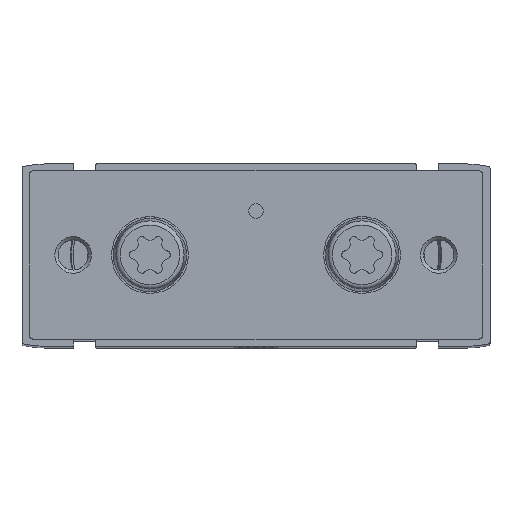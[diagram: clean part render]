
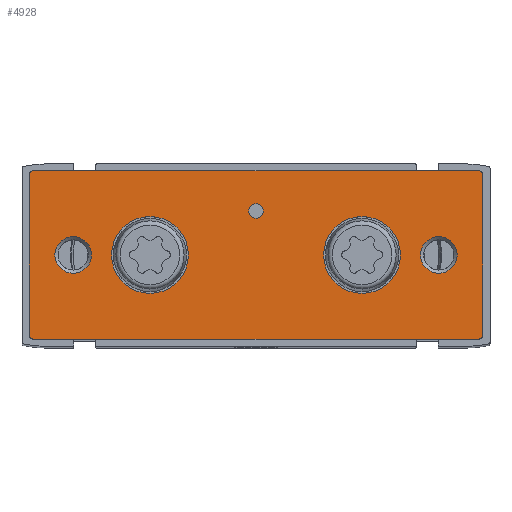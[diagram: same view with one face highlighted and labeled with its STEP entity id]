
A CAD part, top view. The second image highlights one B-rep face of the part: STEP entity #4928.
In plain terms, the highlighted planar face has unit normal (0, 0, 1).
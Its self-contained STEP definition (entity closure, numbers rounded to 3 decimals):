
#425=LINE('',#9357,#655);
#430=LINE('',#9371,#660);
#434=LINE('',#9387,#664);
#438=LINE('',#9399,#668);
#655=VECTOR('',#7649,1000.);
#660=VECTOR('',#7662,1000.);
#664=VECTOR('',#7678,1000.);
#668=VECTOR('',#7690,1000.);
#1405=ORIENTED_EDGE('',*,*,#2383,.T.);
#1406=ORIENTED_EDGE('',*,*,#2384,.T.);
#1407=ORIENTED_EDGE('',*,*,#2385,.T.);
#1408=ORIENTED_EDGE('',*,*,#2386,.T.);
#1409=ORIENTED_EDGE('',*,*,#2387,.T.);
#1410=ORIENTED_EDGE('',*,*,#2359,.T.);
#1411=ORIENTED_EDGE('',*,*,#2363,.T.);
#1412=ORIENTED_EDGE('',*,*,#2366,.T.);
#1413=ORIENTED_EDGE('',*,*,#2369,.T.);
#1414=ORIENTED_EDGE('',*,*,#2374,.T.);
#1415=ORIENTED_EDGE('',*,*,#2377,.T.);
#1416=ORIENTED_EDGE('',*,*,#2380,.T.);
#1417=ORIENTED_EDGE('',*,*,#2382,.T.);
#2359=EDGE_CURVE('',#2931,#2930,#425,.T.);
#2363=EDGE_CURVE('',#2930,#2933,#3351,.T.);
#2366=EDGE_CURVE('',#2933,#2935,#430,.T.);
#2369=EDGE_CURVE('',#2935,#2937,#3353,.T.);
#2374=EDGE_CURVE('',#2937,#2941,#434,.T.);
#2377=EDGE_CURVE('',#2941,#2943,#3357,.T.);
#2380=EDGE_CURVE('',#2943,#2945,#438,.T.);
#2382=EDGE_CURVE('',#2945,#2931,#3359,.T.);
#2383=EDGE_CURVE('',#2946,#2946,#3360,.T.);
#2384=EDGE_CURVE('',#2947,#2947,#3361,.T.);
#2385=EDGE_CURVE('',#2948,#2948,#3362,.T.);
#2386=EDGE_CURVE('',#2949,#2949,#3363,.T.);
#2387=EDGE_CURVE('',#2950,#2950,#3364,.T.);
#2930=VERTEX_POINT('',#9356);
#2931=VERTEX_POINT('',#9358);
#2933=VERTEX_POINT('',#9364);
#2935=VERTEX_POINT('',#9370);
#2937=VERTEX_POINT('',#9376);
#2941=VERTEX_POINT('',#9386);
#2943=VERTEX_POINT('',#9392);
#2945=VERTEX_POINT('',#9398);
#2946=VERTEX_POINT('',#9405);
#2947=VERTEX_POINT('',#9407);
#2948=VERTEX_POINT('',#9409);
#2949=VERTEX_POINT('',#9411);
#2950=VERTEX_POINT('',#9413);
#3351=CIRCLE('',#6456,0.5);
#3353=CIRCLE('',#6460,0.5);
#3357=CIRCLE('',#6466,0.5);
#3359=CIRCLE('',#6470,0.5);
#3360=CIRCLE('',#6472,5.25);
#3361=CIRCLE('',#6473,5.25);
#3362=CIRCLE('',#6474,1.);
#3363=CIRCLE('',#6475,2.5);
#3364=CIRCLE('',#6476,2.5);
#3795=EDGE_LOOP('',(#1405));
#3796=EDGE_LOOP('',(#1406));
#3797=EDGE_LOOP('',(#1407));
#3798=EDGE_LOOP('',(#1408));
#3799=EDGE_LOOP('',(#1409));
#3800=EDGE_LOOP('',(#1410,#1411,#1412,#1413,#1414,#1415,#1416,#1417));
#4355=FACE_BOUND('',#3795,.T.);
#4356=FACE_BOUND('',#3796,.T.);
#4357=FACE_BOUND('',#3797,.T.);
#4358=FACE_BOUND('',#3798,.T.);
#4359=FACE_BOUND('',#3799,.T.);
#4360=FACE_BOUND('',#3800,.T.);
#4692=PLANE('',#6471);
#4928=ADVANCED_FACE('',(#4355,#4356,#4357,#4358,#4359,#4360),#4692,.T.);
#6456=AXIS2_PLACEMENT_3D('',#9365,#7656,#7657);
#6460=AXIS2_PLACEMENT_3D('',#9377,#7668,#7669);
#6466=AXIS2_PLACEMENT_3D('',#9393,#7684,#7685);
#6470=AXIS2_PLACEMENT_3D('',#9402,#7695,#7696);
#6471=AXIS2_PLACEMENT_3D('',#9403,#7697,#7698);
#6472=AXIS2_PLACEMENT_3D('',#9404,#7699,#7700);
#6473=AXIS2_PLACEMENT_3D('',#9406,#7701,#7702);
#6474=AXIS2_PLACEMENT_3D('',#9408,#7703,#7704);
#6475=AXIS2_PLACEMENT_3D('',#9410,#7705,#7706);
#6476=AXIS2_PLACEMENT_3D('',#9412,#7707,#7708);
#7649=DIRECTION('',(0.,-1.,0.));
#7656=DIRECTION('',(0.,0.,1.));
#7657=DIRECTION('',(1.,0.,0.));
#7662=DIRECTION('',(1.,0.,0.));
#7668=DIRECTION('',(0.,0.,1.));
#7669=DIRECTION('',(1.,0.,0.));
#7678=DIRECTION('',(0.,1.,0.));
#7684=DIRECTION('',(0.,0.,1.));
#7685=DIRECTION('',(1.,0.,0.));
#7690=DIRECTION('',(-1.,0.,0.));
#7695=DIRECTION('',(0.,0.,1.));
#7696=DIRECTION('',(1.,0.,0.));
#7697=DIRECTION('',(0.,0.,1.));
#7698=DIRECTION('',(1.,0.,0.));
#7699=DIRECTION('',(0.,0.,-1.));
#7700=DIRECTION('',(-1.,0.,0.));
#7701=DIRECTION('',(0.,0.,-1.));
#7702=DIRECTION('',(-1.,0.,0.));
#7703=DIRECTION('',(0.,0.,-1.));
#7704=DIRECTION('',(-1.,0.,0.));
#7705=DIRECTION('',(0.,0.,-1.));
#7706=DIRECTION('',(-1.,0.,0.));
#7707=DIRECTION('',(0.,0.,-1.));
#7708=DIRECTION('',(-1.,0.,0.));
#9356=CARTESIAN_POINT('',(-11.5,-30.5,12.));
#9357=CARTESIAN_POINT('',(-11.5,30.5,12.));
#9358=CARTESIAN_POINT('',(-11.5,30.5,12.));
#9364=CARTESIAN_POINT('',(-11.,-31.,12.));
#9365=CARTESIAN_POINT('',(-11.,-30.5,12.));
#9370=CARTESIAN_POINT('',(11.,-31.,12.));
#9371=CARTESIAN_POINT('',(-11.,-31.,12.));
#9376=CARTESIAN_POINT('',(11.5,-30.5,12.));
#9377=CARTESIAN_POINT('',(11.,-30.5,12.));
#9386=CARTESIAN_POINT('',(11.5,30.5,12.));
#9387=CARTESIAN_POINT('',(11.5,-30.5,12.));
#9392=CARTESIAN_POINT('',(11.,31.,12.));
#9393=CARTESIAN_POINT('',(11.,30.5,12.));
#9398=CARTESIAN_POINT('',(-11.,31.,12.));
#9399=CARTESIAN_POINT('',(11.,31.,12.));
#9402=CARTESIAN_POINT('',(-11.,30.5,12.));
#9403=CARTESIAN_POINT('',(-11.,-30.5,12.));
#9404=CARTESIAN_POINT('',(0.,-14.5,12.));
#9405=CARTESIAN_POINT('',(-5.25,-14.5,12.));
#9406=CARTESIAN_POINT('',(0.,14.5,12.));
#9407=CARTESIAN_POINT('',(-5.25,14.5,12.));
#9408=CARTESIAN_POINT('',(6.,0.,12.));
#9409=CARTESIAN_POINT('',(5.,0.,12.));
#9410=CARTESIAN_POINT('',(0.,-25.,12.));
#9411=CARTESIAN_POINT('',(-2.5,-25.,12.));
#9412=CARTESIAN_POINT('',(0.,25.,12.));
#9413=CARTESIAN_POINT('',(-2.5,25.,12.));
